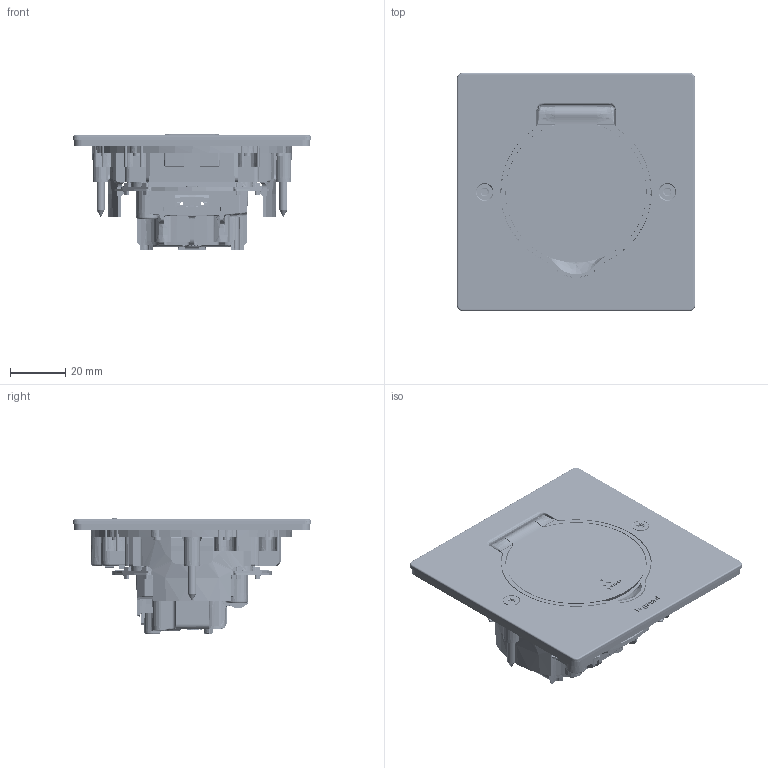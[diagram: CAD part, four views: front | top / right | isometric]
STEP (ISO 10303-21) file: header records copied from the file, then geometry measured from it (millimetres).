
FILE_DESCRIPTION(('CATIA V5 STEP Exchange','CAx-IF Rec.Pracs.--- Model Styling and Organization---1.5--- 2016-08-15','CAx-IF Rec.Pracs.---Supplemental Geometry---1.0---2011-11-01','CAx-IF Rec.Pracs.--- Composite Materials ---1.1---2010-07-15'),'2;1');
FILE_NAME('087060_AllCATPart.stp','2022-09-27T09:48:33+00:00',('none'),('none'),'CATIA Version 5-6 Release 2020 SP3','CATIA V5 STEP AP214 v2','none');
FILE_SCHEMA(('AUTOMOTIVE_DESIGN { 1 0 10303 214 1 1 1 1 }'));
Products named in the file (1): 087060_AllCATPart
Bounding box: 86 x 86 x 41.9 mm (x, y, z)
Volume: 61050.7 mm3; surface area: 75283.2 mm2
Topology: 15 solids, 15 shells, 17132 faces, 50318 edges, 33415 vertices
Faces by surface type: plane 15211, cone 736, cylinder 653, bspline 260, torus 163, extrusion 73, sphere 36
Entity records: 572837 total; most frequent: CARTESIAN_POINT 130068, ORIENTED_EDGE 100576, DIRECTION 77794, EDGE_CURVE 50288, VECTOR 44413, LINE 44340, VERTEX_POINT 33414, AXIS2_PLACEMENT_3D 17619
